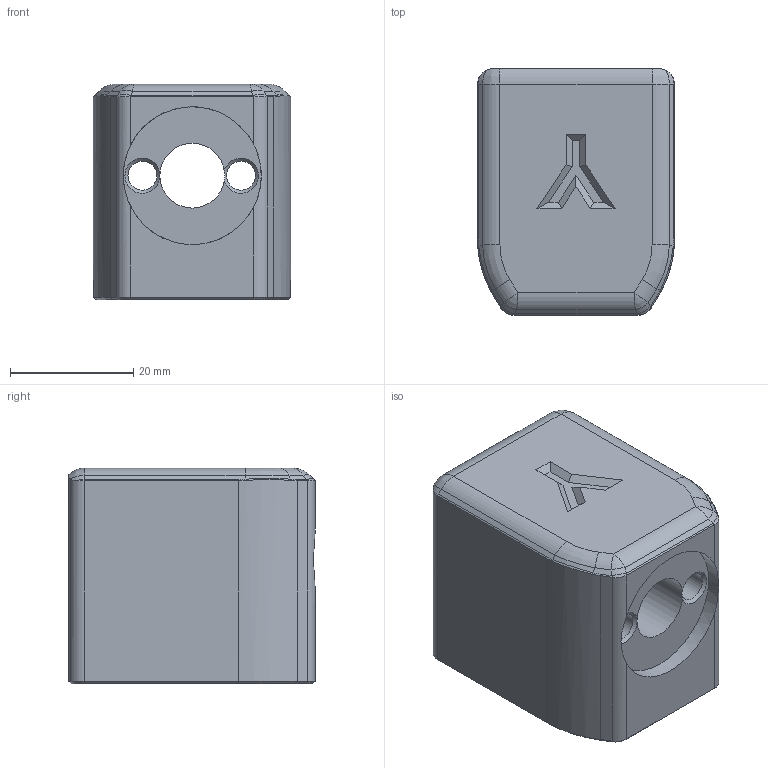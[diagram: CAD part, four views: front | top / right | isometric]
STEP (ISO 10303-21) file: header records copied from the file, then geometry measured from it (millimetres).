
FILE_DESCRIPTION(/* description */ (''),/* implementation_level */ '2;1');
FILE_NAME(/* name */ 'Y Axis_Y axis anti backlash nut v8.step',/* time_stamp */ '2024-02-10T14:16:56-05:00',/* author */ (''),/* organization */ (''),/* preprocessor_version */ 'ST-DEVELOPER v20',/* originating_system */ 'Autodesk Translation Framework v12.20.1.177',/* authorisation */ '');
FILE_SCHEMA (('AUTOMOTIVE_DESIGN { 1 0 10303 214 3 1 1 }'));
Length unit declared in the file: millimetre
Products named in the file (2): Y Axis_Y axis anti backlash nut; Component16
Assembly tree (1 placements, depth 2):
  Y Axis_Y axis anti backlash nut
    Component16
Bounding box: 32 x 40 x 35 mm (x, y, z)
Volume: 35800.7 mm3; surface area: 9915.6 mm2
Topology: 1 solids, 1 shells, 108 faces, 263 edges, 158 vertices
Faces by surface type: plane 46, cylinder 34, bspline 16, cone 12
Full cylindrical faces by diameter (mm): 4.7 x2, 6.45 x2, 10.518 x1, 22.4 x2
Entity records: 3501 total; most frequent: CARTESIAN_POINT 943, DIRECTION 527, ORIENTED_EDGE 522, EDGE_CURVE 261, AXIS2_PLACEMENT_3D 200, VERTEX_POINT 158, LINE 127, VECTOR 127
